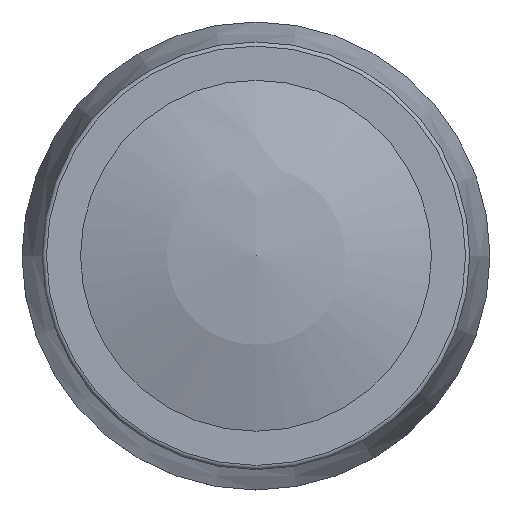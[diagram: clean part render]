
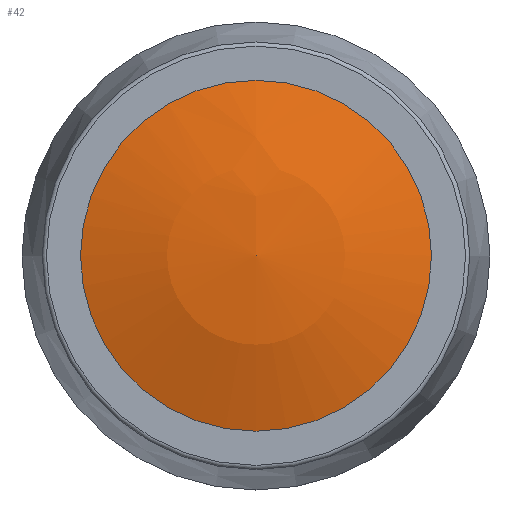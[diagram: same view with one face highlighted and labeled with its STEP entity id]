
A CAD part, top view. The second image highlights one B-rep face of the part: STEP entity #42.
In plain terms, the highlighted spherical face has radius 25 mm.
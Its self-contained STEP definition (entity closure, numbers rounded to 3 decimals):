
#42 = ADVANCED_FACE( '', ( #95 ), #96, .T. );
#95 = FACE_OUTER_BOUND( '', #173, .T. );
#96 = SPHERICAL_SURFACE( '', #174, 25. );
#173 = EDGE_LOOP( '', ( #245 ) );
#174 = AXIS2_PLACEMENT_3D( '', #246, #247, #248 );
#245 = ORIENTED_EDGE( '', *, *, #351, .T. );
#246 = CARTESIAN_POINT( '', ( 0., 0., -11. ) );
#247 = DIRECTION( '', ( 0., 0., 1. ) );
#248 = DIRECTION( '', ( 0., 1., 0. ) );
#351 = EDGE_CURVE( '', #386, #386, #387, .T. );
#386 = VERTEX_POINT( '', #438 );
#387 = CIRCLE( '', #439, 8.249 );
#438 = CARTESIAN_POINT( '', ( 8.249, 0., 12.6 ) );
#439 = AXIS2_PLACEMENT_3D( '', #489, #490, #491 );
#489 = CARTESIAN_POINT( '', ( 0., 0., 12.6 ) );
#490 = DIRECTION( '', ( 0., 0., 1. ) );
#491 = DIRECTION( '', ( 1., 0., 0. ) );
